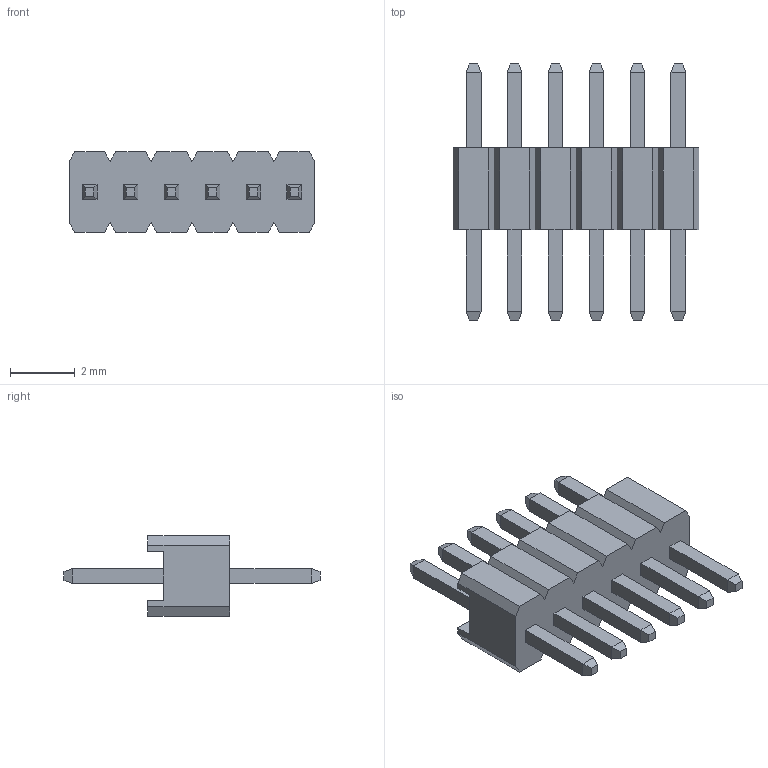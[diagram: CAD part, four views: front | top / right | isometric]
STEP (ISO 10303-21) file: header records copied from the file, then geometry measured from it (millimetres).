
FILE_DESCRIPTION(('STEP AP214'),'1');
FILE_NAME('pin_header_a-sl127-eg-g06d.stp','2016-06-02T09:18:30',('TraceParts'),('TraceParts S.A.'),'Spatial InterOp 3D',' ',' ');
FILE_SCHEMA(('automotive_design'));
Length unit declared in the file: millimetre
Products named in the file (1): 1
Bounding box: 7.62 x 7.94 x 2.5 mm (x, y, z)
Volume: 48.3 mm3; surface area: 164.5 mm2
Topology: 1 solids, 1 shells, 152 faces, 366 edges, 228 vertices
Faces by surface type: plane 152
Entity records: 5498 total; most frequent: CARTESIAN_POINT 747, ORIENTED_EDGE 732, DIRECTION 672, EDGE_CURVE 366, LINE 366, VECTOR 366, VERTEX_POINT 228, EDGE_LOOP 164
